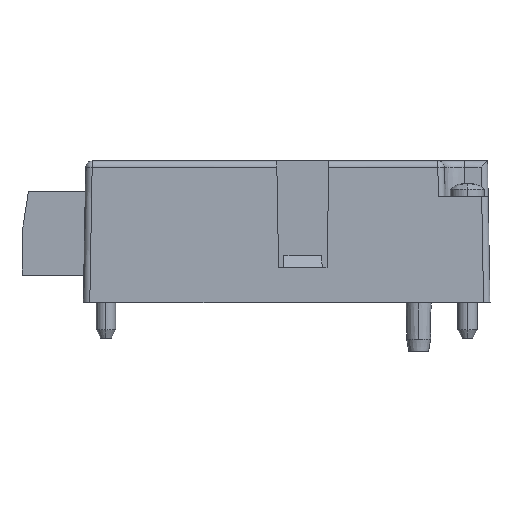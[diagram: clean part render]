
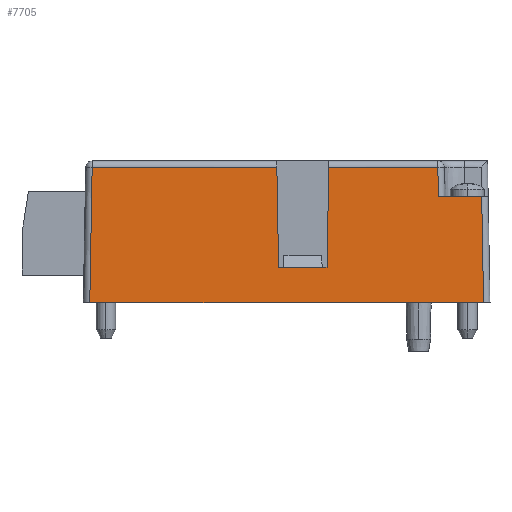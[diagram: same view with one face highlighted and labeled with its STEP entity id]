
A CAD part, left-side view. The second image highlights one B-rep face of the part: STEP entity #7705.
In plain terms, the highlighted planar face has unit normal (-1, 0, 0.018).
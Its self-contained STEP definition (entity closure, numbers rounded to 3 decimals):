
#7705=ADVANCED_FACE('',(#11975),#11976,.T.);
#11975=FACE_OUTER_BOUND('',#15502,.T.);
#11976=PLANE('',#15503);
#15502=EDGE_LOOP('',(#22729,#22730,#22731,#22732,#22733,#22734,#22735,#22736,#22737,#22738));
#15503=AXIS2_PLACEMENT_3D('',#22739,#22740,#22741);
#22729=ORIENTED_EDGE('',*,*,#29254,.F.);
#22730=ORIENTED_EDGE('',*,*,#29242,.T.);
#22731=ORIENTED_EDGE('',*,*,#29486,.T.);
#22732=ORIENTED_EDGE('',*,*,#29221,.F.);
#22733=ORIENTED_EDGE('',*,*,#29266,.T.);
#22734=ORIENTED_EDGE('',*,*,#29259,.T.);
#22735=ORIENTED_EDGE('',*,*,#29250,.F.);
#22736=ORIENTED_EDGE('',*,*,#29487,.T.);
#22737=ORIENTED_EDGE('',*,*,#29488,.F.);
#22738=ORIENTED_EDGE('',*,*,#29483,.F.);
#22739=CARTESIAN_POINT('',(0.0,64.3,7.5));
#22740=DIRECTION('',(-1.,0.0,0.017));
#22741=DIRECTION('',(-0.017,0.0,-1.));
#29221=EDGE_CURVE('',#33737,#33739,#33740,.T.);
#29242=EDGE_CURVE('',#33769,#33770,#33771,.T.);
#29250=EDGE_CURVE('',#33781,#33782,#33783,.T.);
#29254=EDGE_CURVE('',#33769,#33787,#33788,.T.);
#29259=EDGE_CURVE('',#33793,#33782,#33794,.T.);
#29266=EDGE_CURVE('',#33737,#33793,#33804,.T.);
#29483=EDGE_CURVE('',#33787,#34095,#34096,.T.);
#29486=EDGE_CURVE('',#33770,#33739,#34099,.T.);
#29487=EDGE_CURVE('',#33781,#34100,#34101,.T.);
#29488=EDGE_CURVE('',#34095,#34100,#34102,.T.);
#33737=VERTEX_POINT('',#40319);
#33739=VERTEX_POINT('',#40321);
#33740=LINE('',#40322,#40323);
#33769=VERTEX_POINT('',#40360);
#33770=VERTEX_POINT('',#40361);
#33771=LINE('',#40362,#40363);
#33781=VERTEX_POINT('',#40374);
#33782=VERTEX_POINT('',#40375);
#33783=LINE('',#40376,#40377);
#33787=VERTEX_POINT('',#40381);
#33788=LINE('',#40382,#40383);
#33793=VERTEX_POINT('',#40388);
#33794=LINE('',#40389,#40390);
#33804=LINE('',#40401,#40402);
#34095=VERTEX_POINT('',#40834);
#34096=LINE('',#40835,#40836);
#34099=LINE('',#40840,#40841);
#34100=VERTEX_POINT('',#40842);
#34101=LINE('',#40843,#40844);
#34102=LINE('',#40845,#40846);
#40319=CARTESIAN_POINT('',(0.288,1.288,24.0));
#40321=CARTESIAN_POINT('',(0.,1.,7.5));
#40322=CARTESIAN_POINT('',(0.288,1.288,24.0));
#40323=VECTOR('',#45561,1.0);
#40360=CARTESIAN_POINT('',(0.367,61.633,28.517));
#40361=CARTESIAN_POINT('',(0.,62.,7.5));
#40362=CARTESIAN_POINT('',(0.367,61.633,28.517));
#40363=VECTOR('',#45588,1.0);
#40374=CARTESIAN_POINT('',(0.367,24.979,28.517));
#40375=CARTESIAN_POINT('',(0.367,8.079,28.517));
#40376=CARTESIAN_POINT('',(0.367,24.979,28.517));
#40377=VECTOR('',#45602,1.0);
#40381=CARTESIAN_POINT('',(0.367,33.021,28.517));
#40382=CARTESIAN_POINT('',(0.367,61.633,28.517));
#40383=VECTOR('',#45609,1.0);
#40388=CARTESIAN_POINT('',(0.288,8.,24.0));
#40389=CARTESIAN_POINT('',(0.288,8.,24.0));
#40390=VECTOR('',#45616,1.0);
#40401=CARTESIAN_POINT('',(0.288,1.288,24.0));
#40402=VECTOR('',#45630,1.0);
#40834=CARTESIAN_POINT('',(0.096,32.75,13.0));
#40835=CARTESIAN_POINT('',(0.367,33.021,28.517));
#40836=VECTOR('',#45823,1.0);
#40840=CARTESIAN_POINT('',(0.0,62.,7.5));
#40841=VECTOR('',#45825,1.0);
#40842=CARTESIAN_POINT('',(0.096,25.25,13.0));
#40843=CARTESIAN_POINT('',(0.367,24.979,28.517));
#40844=VECTOR('',#45826,1.0);
#40845=CARTESIAN_POINT('',(0.096,32.259,13.0));
#40846=VECTOR('',#45827,1.0);
#45561=DIRECTION('',(-0.017,-0.017,-1.));
#45588=DIRECTION('',(-0.017,0.017,-1.));
#45602=DIRECTION('',(0.0,-1.0,0.0));
#45609=DIRECTION('',(0.0,-1.0,0.0));
#45616=DIRECTION('',(0.017,0.017,1.));
#45630=DIRECTION('',(0.0,1.0,0.0));
#45823=DIRECTION('',(-0.017,-0.017,-1.));
#45825=DIRECTION('',(0.0,-1.0,0.0));
#45826=DIRECTION('',(-0.017,0.017,-1.));
#45827=DIRECTION('',(0.0,-1.0,0.0));
